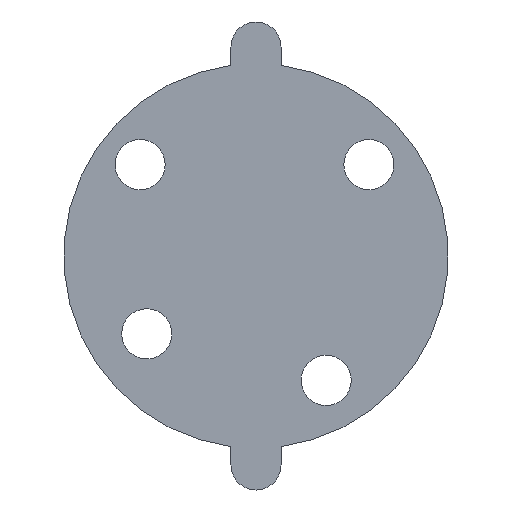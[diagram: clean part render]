
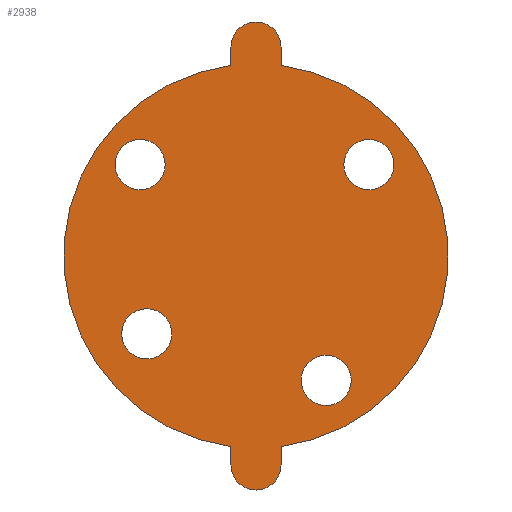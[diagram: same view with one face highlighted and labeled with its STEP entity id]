
A CAD part, front view. The second image highlights one B-rep face of the part: STEP entity #2938.
In plain terms, the highlighted planar face has unit normal (0, -1, 0).
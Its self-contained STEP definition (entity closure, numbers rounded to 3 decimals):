
#41=FACE_BOUND('',#451,.T.);
#42=FACE_BOUND('',#452,.T.);
#43=FACE_BOUND('',#453,.T.);
#44=FACE_BOUND('',#454,.T.);
#62=CIRCLE('',#3075,7.5);
#64=CIRCLE('',#3078,7.5);
#66=CIRCLE('',#3081,7.5);
#68=CIRCLE('',#3084,7.5);
#97=CIRCLE('',#3143,57.5);
#98=CIRCLE('',#3146,7.5);
#99=CIRCLE('',#3149,57.5);
#100=CIRCLE('',#3152,7.5);
#272=FACE_OUTER_BOUND('',#450,.T.);
#450=EDGE_LOOP('',(#2643,#2644,#2645,#2646,#2647,#2648,#2649,#2650));
#451=EDGE_LOOP('',(#2651));
#452=EDGE_LOOP('',(#2652));
#453=EDGE_LOOP('',(#2653));
#454=EDGE_LOOP('',(#2654));
#795=LINE('',#4839,#1147);
#799=LINE('',#4848,#1151);
#802=LINE('',#4856,#1154);
#805=LINE('',#4864,#1157);
#1147=VECTOR('',#3856,10.);
#1151=VECTOR('',#3866,10.);
#1154=VECTOR('',#3875,10.);
#1157=VECTOR('',#3884,10.);
#1352=VERTEX_POINT('',#4487);
#1354=VERTEX_POINT('',#4493);
#1356=VERTEX_POINT('',#4499);
#1358=VERTEX_POINT('',#4505);
#1423=VERTEX_POINT('',#4837);
#1424=VERTEX_POINT('',#4838);
#1425=VERTEX_POINT('',#4843);
#1426=VERTEX_POINT('',#4847);
#1427=VERTEX_POINT('',#4851);
#1428=VERTEX_POINT('',#4855);
#1429=VERTEX_POINT('',#4859);
#1430=VERTEX_POINT('',#4863);
#1721=EDGE_CURVE('',#1352,#1352,#62,.T.);
#1724=EDGE_CURVE('',#1354,#1354,#64,.T.);
#1727=EDGE_CURVE('',#1356,#1356,#66,.T.);
#1730=EDGE_CURVE('',#1358,#1358,#68,.T.);
#1823=EDGE_CURVE('',#1423,#1424,#795,.T.);
#1826=EDGE_CURVE('',#1425,#1423,#97,.T.);
#1828=EDGE_CURVE('',#1426,#1425,#799,.T.);
#1830=EDGE_CURVE('',#1427,#1426,#98,.T.);
#1832=EDGE_CURVE('',#1428,#1427,#802,.T.);
#1834=EDGE_CURVE('',#1429,#1428,#99,.T.);
#1836=EDGE_CURVE('',#1430,#1429,#805,.T.);
#1838=EDGE_CURVE('',#1424,#1430,#100,.T.);
#2643=ORIENTED_EDGE('',*,*,#1838,.F.);
#2644=ORIENTED_EDGE('',*,*,#1823,.F.);
#2645=ORIENTED_EDGE('',*,*,#1826,.F.);
#2646=ORIENTED_EDGE('',*,*,#1828,.F.);
#2647=ORIENTED_EDGE('',*,*,#1830,.F.);
#2648=ORIENTED_EDGE('',*,*,#1832,.F.);
#2649=ORIENTED_EDGE('',*,*,#1834,.F.);
#2650=ORIENTED_EDGE('',*,*,#1836,.F.);
#2651=ORIENTED_EDGE('',*,*,#1721,.T.);
#2652=ORIENTED_EDGE('',*,*,#1724,.T.);
#2653=ORIENTED_EDGE('',*,*,#1727,.T.);
#2654=ORIENTED_EDGE('',*,*,#1730,.T.);
#2786=PLANE('',#3153);
#2938=ADVANCED_FACE('',(#272,#41,#42,#43,#44),#2786,.F.);
#3075=AXIS2_PLACEMENT_3D('',#4489,#3671,#3672);
#3078=AXIS2_PLACEMENT_3D('',#4495,#3678,#3679);
#3081=AXIS2_PLACEMENT_3D('',#4501,#3685,#3686);
#3084=AXIS2_PLACEMENT_3D('',#4507,#3692,#3693);
#3143=AXIS2_PLACEMENT_3D('',#4844,#3861,#3862);
#3146=AXIS2_PLACEMENT_3D('',#4852,#3870,#3871);
#3149=AXIS2_PLACEMENT_3D('',#4860,#3879,#3880);
#3152=AXIS2_PLACEMENT_3D('',#4867,#3888,#3889);
#3153=AXIS2_PLACEMENT_3D('',#4868,#3890,#3891);
#3671=DIRECTION('center_axis',(0.,1.,0.));
#3672=DIRECTION('ref_axis',(1.,0.,0.));
#3678=DIRECTION('center_axis',(0.,1.,0.));
#3679=DIRECTION('ref_axis',(1.,0.,0.));
#3685=DIRECTION('center_axis',(0.,1.,0.));
#3686=DIRECTION('ref_axis',(1.,0.,0.));
#3692=DIRECTION('center_axis',(0.,1.,0.));
#3693=DIRECTION('ref_axis',(1.,0.,0.));
#3856=DIRECTION('',(0.,0.,1.));
#3861=DIRECTION('center_axis',(0.,1.,0.));
#3862=DIRECTION('ref_axis',(-1.,0.,0.));
#3866=DIRECTION('',(0.,0.,1.));
#3870=DIRECTION('center_axis',(0.,1.,0.));
#3871=DIRECTION('ref_axis',(-1.,0.,0.));
#3875=DIRECTION('',(0.,0.,-1.));
#3879=DIRECTION('center_axis',(0.,1.,0.));
#3880=DIRECTION('ref_axis',(-1.,0.,0.));
#3884=DIRECTION('',(0.,0.,-1.));
#3888=DIRECTION('center_axis',(0.,1.,0.));
#3889=DIRECTION('ref_axis',(-1.,0.,0.));
#3890=DIRECTION('center_axis',(0.,1.,0.));
#3891=DIRECTION('ref_axis',(0.,0.,1.));
#4487=CARTESIAN_POINT('',(13.481,0.,-37.193));
#4489=CARTESIAN_POINT('Origin',(20.981,0.,-37.193));
#4493=CARTESIAN_POINT('',(-42.167,0.,27.332));
#4495=CARTESIAN_POINT('Origin',(-34.667,0.,27.332));
#4499=CARTESIAN_POINT('',(26.275,0.,27.332));
#4501=CARTESIAN_POINT('Origin',(33.775,0.,27.332));
#4505=CARTESIAN_POINT('',(-40.167,0.,-23.296));
#4507=CARTESIAN_POINT('Origin',(-32.667,0.,-23.296));
#4837=CARTESIAN_POINT('',(-7.5,0.,57.009));
#4838=CARTESIAN_POINT('',(-7.5,0.,62.5));
#4839=CARTESIAN_POINT('',(-7.5,0.,52.5));
#4843=CARTESIAN_POINT('',(-7.5,0.,-57.009));
#4844=CARTESIAN_POINT('Origin',(0.,0.,0.));
#4847=CARTESIAN_POINT('',(-7.5,0.,-62.5));
#4848=CARTESIAN_POINT('',(-7.5,0.,-62.5));
#4851=CARTESIAN_POINT('',(7.5,0.,-62.5));
#4852=CARTESIAN_POINT('Origin',(0.,0.,-62.5));
#4855=CARTESIAN_POINT('',(7.5,0.,-57.009));
#4856=CARTESIAN_POINT('',(7.5,0.,-52.5));
#4859=CARTESIAN_POINT('',(7.5,0.,57.009));
#4860=CARTESIAN_POINT('Origin',(0.,0.,0.));
#4863=CARTESIAN_POINT('',(7.5,0.,62.5));
#4864=CARTESIAN_POINT('',(7.5,0.,62.5));
#4867=CARTESIAN_POINT('Origin',(0.,0.,62.5));
#4868=CARTESIAN_POINT('Origin',(0.,0.,0.));
